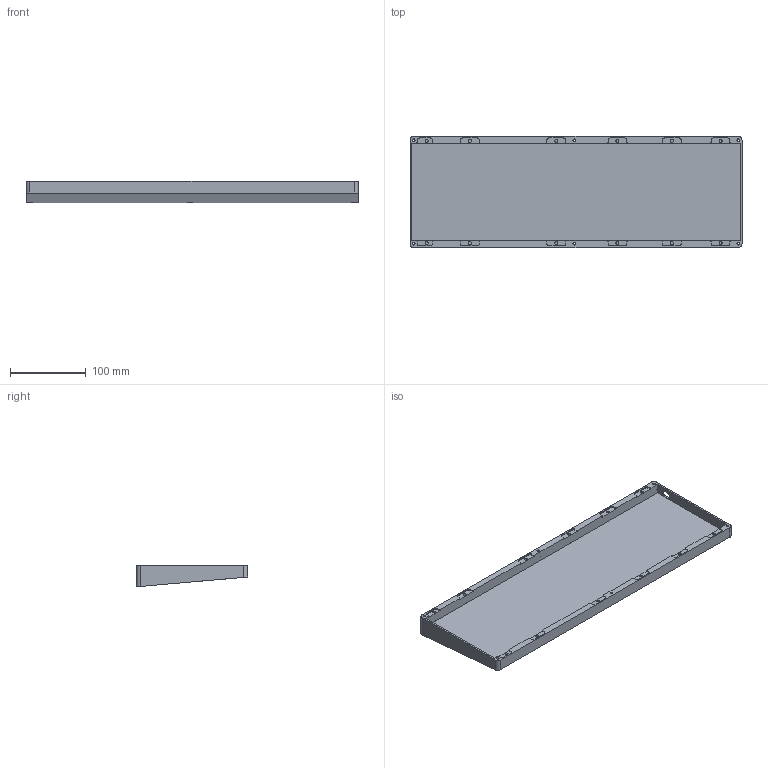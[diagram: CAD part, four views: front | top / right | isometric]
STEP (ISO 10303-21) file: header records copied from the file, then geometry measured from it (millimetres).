
FILE_DESCRIPTION(/* description */ (''),/* implementation_level */ '2;1');
FILE_NAME(/* name */ 'Bottom.step',/* time_stamp */ '2026-01-30T18:27:10Z',/* author */ (''),/* organization */ (''),/* preprocessor_version */ 'ST-DEVELOPER v20.1',/* originating_system */ 'Autodesk Translation Framework v14.24.0.0',/* authorisation */ '');
FILE_SCHEMA (('AUTOMOTIVE_DESIGN { 1 0 10303 214 3 1 1 }'));
Length unit declared in the file: millimetre
Products named in the file (1): 2026-01-25-12-02-57-978
Bounding box: 438.72 x 146.73 x 28.47 mm (x, y, z)
Volume: 627435.5 mm3; surface area: 174288.3 mm2
Topology: 1 solids, 1 shells, 161 faces, 420 edges, 280 vertices
Faces by surface type: plane 81, cylinder 80
Full cylindrical faces by diameter (mm): 3.4 x6, 4 x12, 6 x6
Entity records: 5055 total; most frequent: DIRECTION 904, CARTESIAN_POINT 862, ORIENTED_EDGE 840, EDGE_CURVE 420, AXIS2_PLACEMENT_3D 322, VERTEX_POINT 280, LINE 260, VECTOR 260
